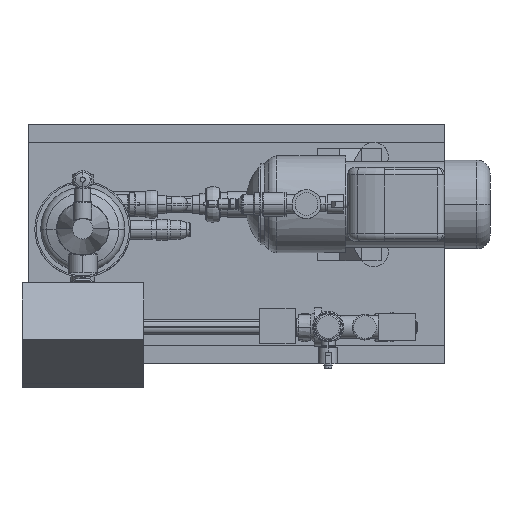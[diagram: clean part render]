
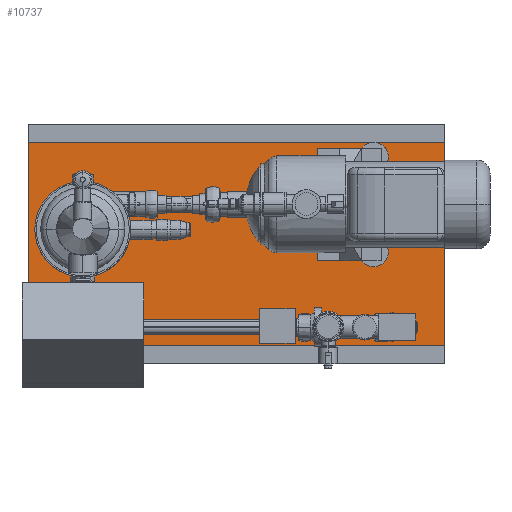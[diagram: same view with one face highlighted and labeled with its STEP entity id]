
A CAD part, top view. The second image highlights one B-rep face of the part: STEP entity #10737.
In plain terms, the highlighted planar face has unit normal (0, 0, 1).
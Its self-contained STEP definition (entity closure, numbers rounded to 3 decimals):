
#495 = CARTESIAN_POINT ( 'NONE',  ( 67.75, -156., 50. ) ) ;
#952 = AXIS2_PLACEMENT_3D ( 'NONE', #6303, #4551, #15686 ) ;
#1206 = CIRCLE ( 'NONE', #3199, 20. ) ;
#1476 = VECTOR ( 'NONE', #20278, 1000. ) ;
#1504 = CARTESIAN_POINT ( 'NONE',  ( 0., 0., 50. ) ) ;
#1539 = EDGE_CURVE ( 'NONE', #4726, #10042, #1206, .T. ) ;
#1668 = ORIENTED_EDGE ( 'NONE', *, *, #5219, .T. ) ;
#1737 = CARTESIAN_POINT ( 'NONE',  ( 350.25, 119., 50. ) ) ;
#2548 = ORIENTED_EDGE ( 'NONE', *, *, #24121, .F. ) ;
#2692 = DIRECTION ( 'NONE',  ( 0., 0., -1. ) ) ;
#2695 = AXIS2_PLACEMENT_3D ( 'NONE', #10717, #8855, #16477 ) ;
#3103 = PLANE ( 'NONE',  #2695 ) ;
#3199 = AXIS2_PLACEMENT_3D ( 'NONE', #8978, #5220, #12971 ) ;
#3327 = EDGE_CURVE ( 'NONE', #21830, #4278, #11727, .T. ) ;
#3769 = CARTESIAN_POINT ( 'NONE',  ( 414.65, 99.5, 50. ) ) ;
#3852 = LINE ( 'NONE', #1737, #15369 ) ;
#4088 = DIRECTION ( 'NONE',  ( 1., 0., 0. ) ) ;
#4160 = EDGE_CURVE ( 'NONE', #15416, #13246, #3852, .T. ) ;
#4278 = VERTEX_POINT ( 'NONE', #19231 ) ;
#4333 = CIRCLE ( 'NONE', #8332, 20. ) ;
#4551 = DIRECTION ( 'NONE',  ( 0., 0., -1. ) ) ;
#4726 = VERTEX_POINT ( 'NONE', #18411 ) ;
#4931 = VERTEX_POINT ( 'NONE', #9263 ) ;
#5091 = ORIENTED_EDGE ( 'NONE', *, *, #12910, .T. ) ;
#5219 = EDGE_CURVE ( 'NONE', #14068, #8752, #9283, .T. ) ;
#5220 = DIRECTION ( 'NONE',  ( 0., 0., -1. ) ) ;
#5247 = EDGE_CURVE ( 'NONE', #16929, #12568, #24391, .T. ) ;
#5392 = CIRCLE ( 'NONE', #11794, 20. ) ;
#5552 = CARTESIAN_POINT ( 'NONE',  ( -73.5, 119., 50. ) ) ;
#5641 = DIRECTION ( 'NONE',  ( -1., 0., 0. ) ) ;
#5857 = ORIENTED_EDGE ( 'NONE', *, *, #13400, .F. ) ;
#6303 = CARTESIAN_POINT ( 'NONE',  ( 394.65, 99.5, 50. ) ) ;
#6419 = ORIENTED_EDGE ( 'NONE', *, *, #4160, .F. ) ;
#6888 = VECTOR ( 'NONE', #7230, 1000. ) ;
#7117 = CARTESIAN_POINT ( 'NONE',  ( -73.5, 50.25, 50. ) ) ;
#7230 = DIRECTION ( 'NONE',  ( 1., 0., 0. ) ) ;
#7671 = EDGE_CURVE ( 'NONE', #15416, #21830, #18613, .T. ) ;
#8093 = DIRECTION ( 'NONE',  ( -1., 0., 0. ) ) ;
#8332 = AXIS2_PLACEMENT_3D ( 'NONE', #15023, #22795, #5641 ) ;
#8636 = CARTESIAN_POINT ( 'NONE',  ( 491.5, 119., 50. ) ) ;
#8752 = VERTEX_POINT ( 'NONE', #12489 ) ;
#8855 = DIRECTION ( 'NONE',  ( 0., 0., 1. ) ) ;
#8978 = CARTESIAN_POINT ( 'NONE',  ( 394.65, -29.5, 50. ) ) ;
#8980 = CARTESIAN_POINT ( 'NONE',  ( -56.981, 0., 50. ) ) ;
#9114 = DIRECTION ( 'NONE',  ( -1., 0., 0. ) ) ;
#9263 = CARTESIAN_POINT ( 'NONE',  ( 491.5, -156., 50. ) ) ;
#9283 = CIRCLE ( 'NONE', #22480, 56.981 ) ;
#9385 = AXIS2_PLACEMENT_3D ( 'NONE', #19821, #2692, #18674 ) ;
#10042 = VERTEX_POINT ( 'NONE', #16192 ) ;
#10343 = ORIENTED_EDGE ( 'NONE', *, *, #5247, .F. ) ;
#10717 = CARTESIAN_POINT ( 'NONE',  ( 209., -18.5, 50. ) ) ;
#10737 = ADVANCED_FACE ( 'NONE', ( #24247, #20246, #10953 ), #3103, .T. ) ;
#10953 = FACE_OUTER_BOUND ( 'NONE', #13344, .T. ) ;
#11020 = AXIS2_PLACEMENT_3D ( 'NONE', #17015, #20898, #20416 ) ;
#11727 = CIRCLE ( 'NONE', #952, 20. ) ;
#11794 = AXIS2_PLACEMENT_3D ( 'NONE', #17740, #19617, #19874 ) ;
#11920 = CARTESIAN_POINT ( 'NONE',  ( 491.5, -87.25, 50. ) ) ;
#12489 = CARTESIAN_POINT ( 'NONE',  ( 56.981, 0., 50. ) ) ;
#12496 = EDGE_CURVE ( 'NONE', #10042, #4726, #5392, .T. ) ;
#12568 = VERTEX_POINT ( 'NONE', #13434 ) ;
#12654 = ORIENTED_EDGE ( 'NONE', *, *, #3327, .T. ) ;
#12701 = ORIENTED_EDGE ( 'NONE', *, *, #12496, .T. ) ;
#12910 = EDGE_CURVE ( 'NONE', #4278, #12568, #4333, .T. ) ;
#12971 = DIRECTION ( 'NONE',  ( -1., 0., 0. ) ) ;
#13246 = VERTEX_POINT ( 'NONE', #8636 ) ;
#13344 = EDGE_LOOP ( 'NONE', ( #20820, #12654, #5091, #10343, #23317, #5857, #2548, #6419 ) ) ;
#13400 = EDGE_CURVE ( 'NONE', #4931, #21745, #17614, .T. ) ;
#13434 = CARTESIAN_POINT ( 'NONE',  ( 390.206, 119., 50. ) ) ;
#14068 = VERTEX_POINT ( 'NONE', #8980 ) ;
#14924 = EDGE_CURVE ( 'NONE', #8752, #14068, #15783, .T. ) ;
#15023 = CARTESIAN_POINT ( 'NONE',  ( 394.65, 99.5, 50. ) ) ;
#15369 = VECTOR ( 'NONE', #4088, 1000. ) ;
#15416 = VERTEX_POINT ( 'NONE', #19858 ) ;
#15686 = DIRECTION ( 'NONE',  ( -1., 0., 0. ) ) ;
#15783 = CIRCLE ( 'NONE', #9385, 56.981 ) ;
#15944 = ORIENTED_EDGE ( 'NONE', *, *, #14924, .T. ) ;
#16192 = CARTESIAN_POINT ( 'NONE',  ( 374.65, -29.5, 50. ) ) ;
#16477 = DIRECTION ( 'NONE',  ( 1., 0., 0. ) ) ;
#16929 = VERTEX_POINT ( 'NONE', #5552 ) ;
#17015 = CARTESIAN_POINT ( 'NONE',  ( 394.65, 99.5, 50. ) ) ;
#17277 = CARTESIAN_POINT ( 'NONE',  ( -73.5, -156., 50. ) ) ;
#17614 = LINE ( 'NONE', #495, #22674 ) ;
#17740 = CARTESIAN_POINT ( 'NONE',  ( 394.65, -29.5, 50. ) ) ;
#17935 = VECTOR ( 'NONE', #19679, 1000. ) ;
#18250 = CARTESIAN_POINT ( 'NONE',  ( 350.25, 119., 50. ) ) ;
#18411 = CARTESIAN_POINT ( 'NONE',  ( 414.65, -29.5, 50. ) ) ;
#18468 = EDGE_LOOP ( 'NONE', ( #1668, #15944 ) ) ;
#18496 = DIRECTION ( 'NONE',  ( 0., 0., -1. ) ) ;
#18613 = CIRCLE ( 'NONE', #11020, 20. ) ;
#18674 = DIRECTION ( 'NONE',  ( -1., 0., 0. ) ) ;
#19231 = CARTESIAN_POINT ( 'NONE',  ( 374.65, 99.5, 50. ) ) ;
#19617 = DIRECTION ( 'NONE',  ( 0., 0., -1. ) ) ;
#19645 = ORIENTED_EDGE ( 'NONE', *, *, #1539, .T. ) ;
#19679 = DIRECTION ( 'NONE',  ( 0., -1., 0. ) ) ;
#19821 = CARTESIAN_POINT ( 'NONE',  ( 0., 0., 50. ) ) ;
#19837 = EDGE_LOOP ( 'NONE', ( #12701, #19645 ) ) ;
#19858 = CARTESIAN_POINT ( 'NONE',  ( 399.094, 119., 50. ) ) ;
#19874 = DIRECTION ( 'NONE',  ( -1., 0., 0. ) ) ;
#20246 = FACE_BOUND ( 'NONE', #19837, .T. ) ;
#20278 = DIRECTION ( 'NONE',  ( 0., 1., 0. ) ) ;
#20416 = DIRECTION ( 'NONE',  ( -1., 0., 0. ) ) ;
#20686 = EDGE_CURVE ( 'NONE', #21745, #16929, #21898, .T. ) ;
#20820 = ORIENTED_EDGE ( 'NONE', *, *, #7671, .T. ) ;
#20898 = DIRECTION ( 'NONE',  ( 0., 0., -1. ) ) ;
#21745 = VERTEX_POINT ( 'NONE', #17277 ) ;
#21830 = VERTEX_POINT ( 'NONE', #3769 ) ;
#21898 = LINE ( 'NONE', #7117, #1476 ) ;
#22480 = AXIS2_PLACEMENT_3D ( 'NONE', #1504, #18496, #9114 ) ;
#22674 = VECTOR ( 'NONE', #8093, 1000. ) ;
#22795 = DIRECTION ( 'NONE',  ( 0., 0., -1. ) ) ;
#23202 = LINE ( 'NONE', #11920, #17935 ) ;
#23317 = ORIENTED_EDGE ( 'NONE', *, *, #20686, .F. ) ;
#24121 = EDGE_CURVE ( 'NONE', #13246, #4931, #23202, .T. ) ;
#24247 = FACE_BOUND ( 'NONE', #18468, .T. ) ;
#24391 = LINE ( 'NONE', #18250, #6888 ) ;
